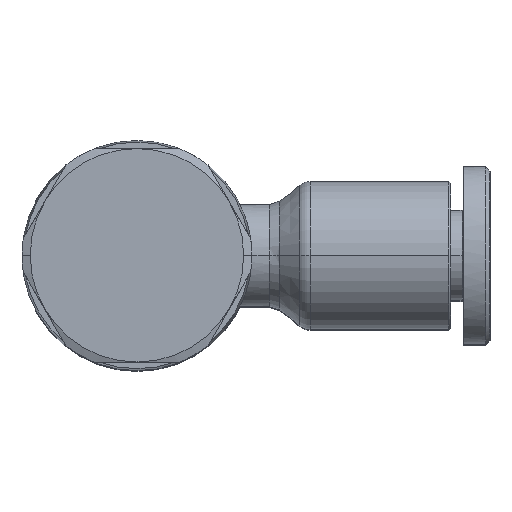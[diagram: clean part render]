
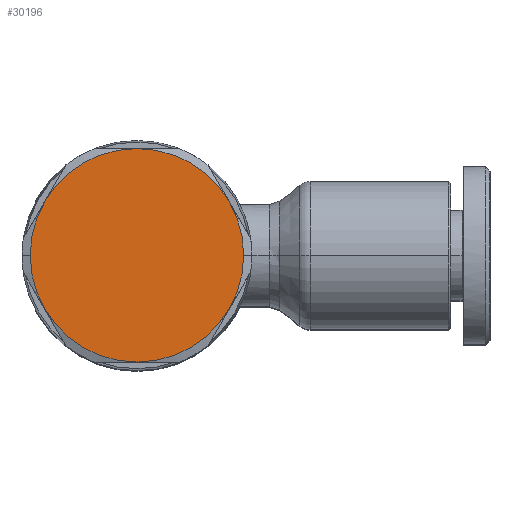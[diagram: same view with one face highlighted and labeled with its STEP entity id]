
A CAD part, top view. The second image highlights one B-rep face of the part: STEP entity #30196.
In plain terms, the highlighted planar face has unit normal (0, 0, 1).
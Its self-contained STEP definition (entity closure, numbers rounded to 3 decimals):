
#1882=CARTESIAN_POINT('',(-7.6,0.,9.75));
#1883=VERTEX_POINT('',#1882);
#1891=CARTESIAN_POINT('',(-6.729,-3.25,9.75));
#1892=VERTEX_POINT('',#1891);
#1906=CARTESIAN_POINT('',(-1.1,0.,9.75));
#1907=DIRECTION('',(0.0,0.0,1.0));
#1908=DIRECTION('',(1.0,0.0,0.0));
#1909=AXIS2_PLACEMENT_3D('',#1906,#1907,#1908);
#1910=CIRCLE('',#1909,6.5);
#1911=EDGE_CURVE('',#1883,#1892,#1910,.T.);
#1921=CARTESIAN_POINT('',(5.4,0.,9.75));
#1922=VERTEX_POINT('',#1921);
#1929=CARTESIAN_POINT('',(4.529,-3.25,9.75));
#1930=VERTEX_POINT('',#1929);
#1931=CARTESIAN_POINT('',(-1.1,0.,9.75));
#1932=DIRECTION('',(0.0,0.0,1.0));
#1933=DIRECTION('',(1.0,0.0,0.0));
#1934=AXIS2_PLACEMENT_3D('',#1931,#1932,#1933);
#1935=CIRCLE('',#1934,6.5);
#1936=EDGE_CURVE('',#1930,#1922,#1935,.T.);
#29598=CARTESIAN_POINT('',(-1.1,6.5,9.75));
#29599=VERTEX_POINT('',#29598);
#29622=CARTESIAN_POINT('',(-6.729,3.25,9.75));
#29623=VERTEX_POINT('',#29622);
#29637=CARTESIAN_POINT('',(-1.1,0.,9.75));
#29638=DIRECTION('',(0.0,0.0,1.0));
#29639=DIRECTION('',(1.0,0.0,0.0));
#29640=AXIS2_PLACEMENT_3D('',#29637,#29638,#29639);
#29641=CIRCLE('',#29640,6.5);
#29642=EDGE_CURVE('',#29599,#29623,#29641,.T.);
#29654=CARTESIAN_POINT('',(4.529,3.25,9.75));
#29655=VERTEX_POINT('',#29654);
#29691=CARTESIAN_POINT('',(-1.1,0.,9.75));
#29692=DIRECTION('',(0.0,0.0,1.0));
#29693=DIRECTION('',(1.0,0.0,0.0));
#29694=AXIS2_PLACEMENT_3D('',#29691,#29692,#29693);
#29695=CIRCLE('',#29694,6.5);
#29696=EDGE_CURVE('',#29655,#29599,#29695,.T.);
#29729=CARTESIAN_POINT('',(-1.1,0.,9.75));
#29730=DIRECTION('',(0.0,0.0,1.0));
#29731=DIRECTION('',(1.0,0.0,0.0));
#29732=AXIS2_PLACEMENT_3D('',#29729,#29730,#29731);
#29733=CIRCLE('',#29732,6.5);
#29734=EDGE_CURVE('',#1922,#29655,#29733,.T.);
#29759=CARTESIAN_POINT('',(-1.1,-6.5,9.75));
#29760=VERTEX_POINT('',#29759);
#29761=CARTESIAN_POINT('',(-1.1,0.,9.75));
#29762=DIRECTION('',(0.0,0.0,1.0));
#29763=DIRECTION('',(1.0,0.0,0.0));
#29764=AXIS2_PLACEMENT_3D('',#29761,#29762,#29763);
#29765=CIRCLE('',#29764,6.5);
#29766=EDGE_CURVE('',#29760,#1930,#29765,.T.);
#29813=CARTESIAN_POINT('',(-1.1,0.,9.75));
#29814=DIRECTION('',(0.0,0.0,1.0));
#29815=DIRECTION('',(1.0,0.0,0.0));
#29816=AXIS2_PLACEMENT_3D('',#29813,#29814,#29815);
#29817=CIRCLE('',#29816,6.5);
#29818=EDGE_CURVE('',#1892,#29760,#29817,.T.);
#29851=CARTESIAN_POINT('',(-1.1,0.,9.75));
#29852=DIRECTION('',(0.0,0.0,1.0));
#29853=DIRECTION('',(1.0,0.0,0.0));
#29854=AXIS2_PLACEMENT_3D('',#29851,#29852,#29853);
#29855=CIRCLE('',#29854,6.5);
#29856=EDGE_CURVE('',#29623,#1883,#29855,.T.);
#30181=CARTESIAN_POINT('',(2.15,0.,9.75));
#30182=DIRECTION('',(0.0,0.0,1.0));
#30183=DIRECTION('',(-1.0,0.0,0.0));
#30184=AXIS2_PLACEMENT_3D('',#30181,#30182,#30183);
#30185=PLANE('',#30184);
#30186=ORIENTED_EDGE('',*,*,#29856,.T.);
#30187=ORIENTED_EDGE('',*,*,#1911,.T.);
#30188=ORIENTED_EDGE('',*,*,#29818,.T.);
#30189=ORIENTED_EDGE('',*,*,#29766,.T.);
#30190=ORIENTED_EDGE('',*,*,#1936,.T.);
#30191=ORIENTED_EDGE('',*,*,#29734,.T.);
#30192=ORIENTED_EDGE('',*,*,#29696,.T.);
#30193=ORIENTED_EDGE('',*,*,#29642,.T.);
#30194=EDGE_LOOP('',(#30186,#30187,#30188,#30189,#30190,#30191,#30192,#30193));
#30195=FACE_OUTER_BOUND('',#30194,.T.);
#30196=ADVANCED_FACE('',(#30195),#30185,.T.);
